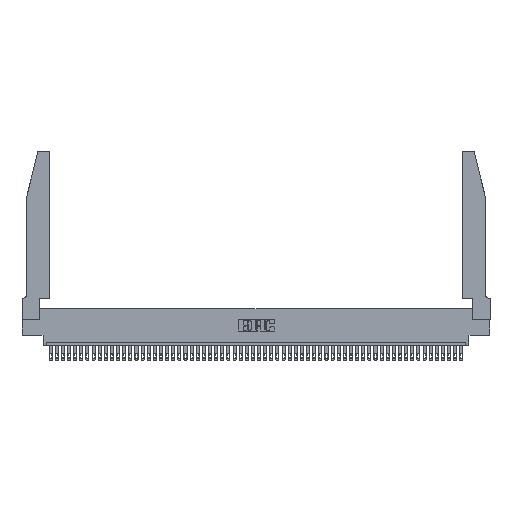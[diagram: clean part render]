
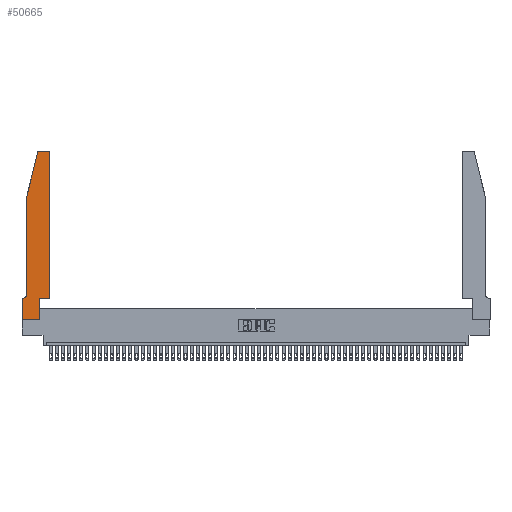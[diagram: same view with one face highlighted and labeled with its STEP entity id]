
A CAD part, top view. The second image highlights one B-rep face of the part: STEP entity #50665.
In plain terms, the highlighted planar face has unit normal (0, 0, 1).
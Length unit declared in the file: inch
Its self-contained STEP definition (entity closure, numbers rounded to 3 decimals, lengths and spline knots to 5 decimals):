
#713 = CARTESIAN_POINT ( 'NONE',  ( 0.4505, 0.35, 0.37 ) ) ;
#714 = LINE ( 'NONE', #1572, #38171 ) ;
#854 = LINE ( 'NONE', #12648, #34541 ) ;
#1518 = EDGE_CURVE ( 'NONE', #3039, #14921, #23721, .T. ) ;
#1572 = CARTESIAN_POINT ( 'NONE',  ( 0.4505, 0.35, 0.37 ) ) ;
#2429 = DIRECTION ( 'NONE',  ( -0.239, -0.971, 0. ) ) ;
#3039 = VERTEX_POINT ( 'NONE', #9250 ) ;
#5440 = ORIENTED_EDGE ( 'NONE', *, *, #23739, .T. ) ;
#5933 = EDGE_CURVE ( 'NONE', #34616, #46324, #52368, .T. ) ;
#5968 = CARTESIAN_POINT ( 'NONE',  ( 0.4505, 2.72, 0.37 ) ) ;
#6613 = DIRECTION ( 'NONE',  ( -1., 0., 0. ) ) ;
#7184 = VERTEX_POINT ( 'NONE', #17140 ) ;
#8787 = PLANE ( 'NONE',  #17131 ) ;
#8834 = EDGE_CURVE ( 'NONE', #20844, #51903, #10147, .T. ) ;
#9250 = CARTESIAN_POINT ( 'NONE',  ( 0.2865, 0., 0.37 ) ) ;
#9369 = LINE ( 'NONE', #48113, #44351 ) ;
#10147 = CIRCLE ( 'NONE', #38847, 0.07 ) ;
#10761 = EDGE_CURVE ( 'NONE', #36705, #34189, #9369, .T. ) ;
#11289 = ORIENTED_EDGE ( 'NONE', *, *, #50074, .T. ) ;
#11502 = CARTESIAN_POINT ( 'NONE',  ( 0.4205, 2.75, 0.37 ) ) ;
#12501 = CARTESIAN_POINT ( 'NONE',  ( 0.2865, 0.35, 0.37 ) ) ;
#12648 = CARTESIAN_POINT ( 'NONE',  ( 0.0755, 2., 0.37 ) ) ;
#14289 = VERTEX_POINT ( 'NONE', #25828 ) ;
#14741 = DIRECTION ( 'NONE',  ( 0., 0., 1. ) ) ;
#14921 = VERTEX_POINT ( 'NONE', #12501 ) ;
#15333 = DIRECTION ( 'NONE',  ( 0., 1., 0. ) ) ;
#15630 = VERTEX_POINT ( 'NONE', #16390 ) ;
#15786 = ORIENTED_EDGE ( 'NONE', *, *, #10761, .T. ) ;
#16215 = VECTOR ( 'NONE', #19911, 39.37008 ) ;
#16390 = CARTESIAN_POINT ( 'NONE',  ( 0., 0.35, 0.37 ) ) ;
#16633 = EDGE_CURVE ( 'NONE', #15630, #14289, #17402, .T. ) ;
#17025 = ORIENTED_EDGE ( 'NONE', *, *, #41962, .T. ) ;
#17131 = AXIS2_PLACEMENT_3D ( 'NONE', #49711, #37152, #17288 ) ;
#17140 = CARTESIAN_POINT ( 'NONE',  ( 0.25487, 2.72718, 0.37 ) ) ;
#17288 = DIRECTION ( 'NONE',  ( 1., 0., 0. ) ) ;
#17402 = LINE ( 'NONE', #43706, #16215 ) ;
#18565 = EDGE_CURVE ( 'NONE', #34189, #34616, #45096, .T. ) ;
#18728 = CIRCLE ( 'NONE', #24332, 0.03 ) ;
#19098 = FACE_OUTER_BOUND ( 'NONE', #35451, .T. ) ;
#19911 = DIRECTION ( 'NONE',  ( 0., -1., 0. ) ) ;
#20844 = VERTEX_POINT ( 'NONE', #48160 ) ;
#21627 = VECTOR ( 'NONE', #15333, 39.37008 ) ;
#22333 = DIRECTION ( 'NONE',  ( 1., 0., 0. ) ) ;
#23721 = LINE ( 'NONE', #47787, #21627 ) ;
#23739 = EDGE_CURVE ( 'NONE', #14289, #3039, #52320, .T. ) ;
#24332 = AXIS2_PLACEMENT_3D ( 'NONE', #25347, #29399, #33484 ) ;
#25347 = CARTESIAN_POINT ( 'NONE',  ( 0.284, 2.72, 0.37 ) ) ;
#25632 = ORIENTED_EDGE ( 'NONE', *, *, #29687, .T. ) ;
#25828 = CARTESIAN_POINT ( 'NONE',  ( 0., 0., 0.37 ) ) ;
#26158 = DIRECTION ( 'NONE',  ( -1., 0., 0. ) ) ;
#26509 = VECTOR ( 'NONE', #2429, 39.37008 ) ;
#26644 = CARTESIAN_POINT ( 'NONE',  ( 0.0755, 0.35, 0.37 ) ) ;
#26718 = CARTESIAN_POINT ( 'NONE',  ( 0.0755, 2., 0.37 ) ) ;
#29340 = DIRECTION ( 'NONE',  ( 0., 0., -1. ) ) ;
#29399 = DIRECTION ( 'NONE',  ( 0., 0., 1. ) ) ;
#29687 = EDGE_CURVE ( 'NONE', #7184, #46745, #45438, .T. ) ;
#30157 = CARTESIAN_POINT ( 'NONE',  ( 0.0055, 0.35, 0.37 ) ) ;
#30313 = DIRECTION ( 'NONE',  ( 1., 0., 0. ) ) ;
#30651 = ORIENTED_EDGE ( 'NONE', *, *, #1518, .T. ) ;
#30919 = DIRECTION ( 'NONE',  ( -1., 0., 0. ) ) ;
#32203 = DIRECTION ( 'NONE',  ( 1., 0., 0. ) ) ;
#32496 = ORIENTED_EDGE ( 'NONE', *, *, #16633, .T. ) ;
#33484 = DIRECTION ( 'NONE',  ( 1., 0., 0. ) ) ;
#33934 = CARTESIAN_POINT ( 'NONE',  ( 0.0055, 0.42, 0.37 ) ) ;
#34189 = VERTEX_POINT ( 'NONE', #5968 ) ;
#34541 = VECTOR ( 'NONE', #40995, 39.37008 ) ;
#34616 = VERTEX_POINT ( 'NONE', #11502 ) ;
#35451 = EDGE_LOOP ( 'NONE', ( #38441, #44886, #25632, #45224, #48087, #17025, #32496, #5440, #30651, #11289, #15786, #48991 ) ) ;
#36705 = VERTEX_POINT ( 'NONE', #713 ) ;
#37152 = DIRECTION ( 'NONE',  ( 0., 0., 1. ) ) ;
#38171 = VECTOR ( 'NONE', #30313, 39.37008 ) ;
#38423 = AXIS2_PLACEMENT_3D ( 'NONE', #42518, #14741, #22333 ) ;
#38441 = ORIENTED_EDGE ( 'NONE', *, *, #5933, .T. ) ;
#38847 = AXIS2_PLACEMENT_3D ( 'NONE', #33934, #29340, #26158 ) ;
#38970 = VECTOR ( 'NONE', #32203, 39.37008 ) ;
#40995 = DIRECTION ( 'NONE',  ( 0., -1., 0. ) ) ;
#41962 = EDGE_CURVE ( 'NONE', #51903, #15630, #50336, .T. ) ;
#42384 = CARTESIAN_POINT ( 'NONE',  ( 0.0755, 2., 0.37 ) ) ;
#42518 = CARTESIAN_POINT ( 'NONE',  ( 0.4205, 2.72, 0.37 ) ) ;
#42811 = VECTOR ( 'NONE', #30919, 39.37008 ) ;
#43706 = CARTESIAN_POINT ( 'NONE',  ( 0., 0., 0.37 ) ) ;
#44205 = DIRECTION ( 'NONE',  ( 0., 1., 0. ) ) ;
#44254 = CARTESIAN_POINT ( 'NONE',  ( 0., 0., 0.37 ) ) ;
#44351 = VECTOR ( 'NONE', #44205, 39.37008 ) ;
#44886 = ORIENTED_EDGE ( 'NONE', *, *, #47524, .T. ) ;
#45096 = CIRCLE ( 'NONE', #38423, 0.03 ) ;
#45224 = ORIENTED_EDGE ( 'NONE', *, *, #48602, .T. ) ;
#45438 = LINE ( 'NONE', #26718, #26509 ) ;
#45700 = CARTESIAN_POINT ( 'NONE',  ( 0.284, 2.75, 0.37 ) ) ;
#46324 = VERTEX_POINT ( 'NONE', #45700 ) ;
#46745 = VERTEX_POINT ( 'NONE', #42384 ) ;
#47524 = EDGE_CURVE ( 'NONE', #46324, #7184, #18728, .T. ) ;
#47787 = CARTESIAN_POINT ( 'NONE',  ( 0.2865, 0.35, 0.37 ) ) ;
#47905 = VECTOR ( 'NONE', #6613, 39.37008 ) ;
#48087 = ORIENTED_EDGE ( 'NONE', *, *, #8834, .T. ) ;
#48113 = CARTESIAN_POINT ( 'NONE',  ( 0.4505, 0.35, 0.37 ) ) ;
#48160 = CARTESIAN_POINT ( 'NONE',  ( 0.0755, 0.42, 0.37 ) ) ;
#48602 = EDGE_CURVE ( 'NONE', #46745, #20844, #854, .T. ) ;
#48991 = ORIENTED_EDGE ( 'NONE', *, *, #18565, .T. ) ;
#49711 = CARTESIAN_POINT ( 'NONE',  ( 0., 0.35, 0.37 ) ) ;
#50074 = EDGE_CURVE ( 'NONE', #14921, #36705, #714, .T. ) ;
#50336 = LINE ( 'NONE', #26644, #47905 ) ;
#50665 = ADVANCED_FACE ( 'NONE', ( #19098 ), #8787, .T. ) ;
#50695 = CARTESIAN_POINT ( 'NONE',  ( 0.2605, 2.75, 0.37 ) ) ;
#51903 = VERTEX_POINT ( 'NONE', #30157 ) ;
#52320 = LINE ( 'NONE', #44254, #38970 ) ;
#52368 = LINE ( 'NONE', #50695, #42811 ) ;
